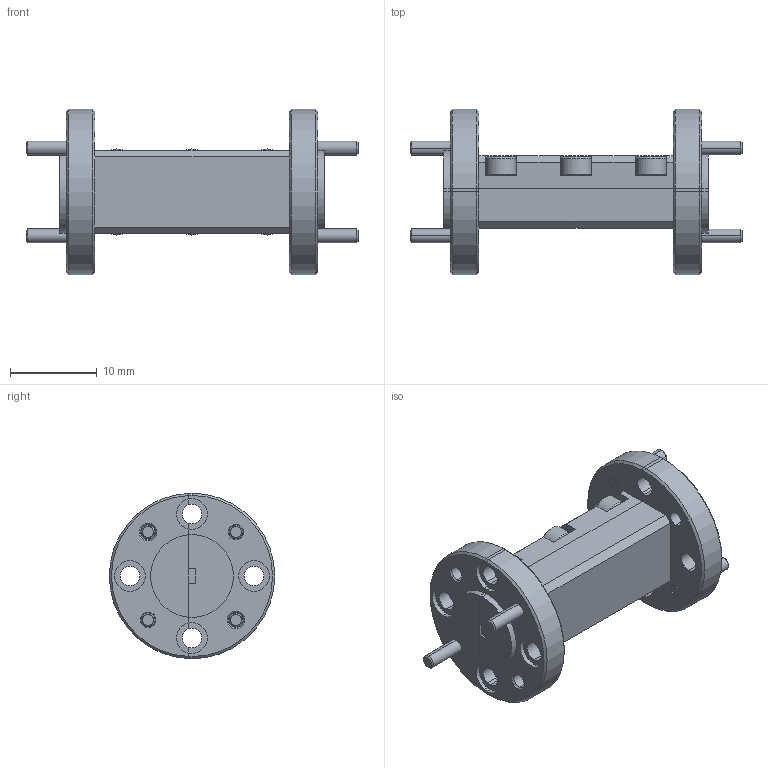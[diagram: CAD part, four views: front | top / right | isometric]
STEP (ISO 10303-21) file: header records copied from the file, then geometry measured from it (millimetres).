
FILE_DESCRIPTION (( 'STEP AP203' ), '1' );
FILE_NAME ('SWF-13413480-06-H1.STEP', '2018-11-05T22:39:14', ( '' ), ( '' ), 'SwSTEP 2.0', 'SolidWorks 2016', '' );
FILE_SCHEMA (( 'CONFIG_CONTROL_DESIGN' ));
Length unit declared in the file: inch
Products named in the file (1): SWF-13413480-06-H1
Bounding box: 38.23 x 19.05 x 19.05 mm (x, y, z)
Volume: 3532.1 mm3; surface area: 4243 mm2
Topology: 15 solids, 15 shells, 745 faces, 1913 edges, 1204 vertices
Faces by surface type: cylinder 411, cone 162, plane 160, bspline 12
Entity records: 28790 total; most frequent: CARTESIAN_POINT 12023, ORIENTED_EDGE 3778, DIRECTION 3257, EDGE_CURVE 1889, AXIS2_PLACEMENT_3D 1220, VERTEX_POINT 1204, VECTOR 817, LINE 817
